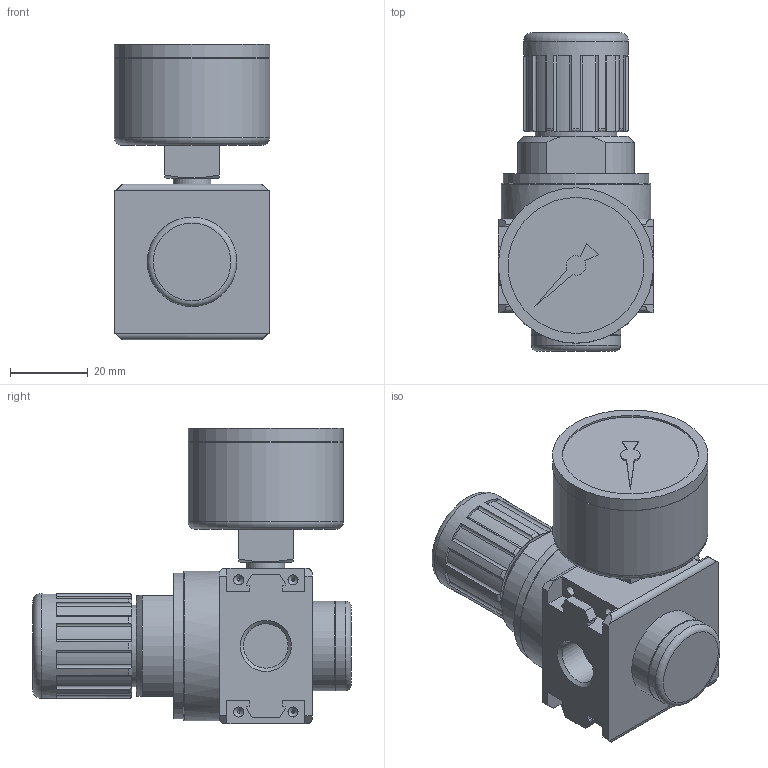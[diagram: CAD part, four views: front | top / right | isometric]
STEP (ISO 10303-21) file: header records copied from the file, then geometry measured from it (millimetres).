
FILE_DESCRIPTION( ( 'STEP AP203' ), ' ' );
FILE_NAME( '9.1701.00.202_1.stp', '2017-04-07T12:38:31', ( '' ), ( '' ), ' ', 'PARTsolutions', ' ' );
FILE_SCHEMA( ( 'CONFIG_CONTROL_DESIGN' ) );
Length unit declared in the file: millimetre
Products named in the file (3): 9.1701.00.202/1; _RB 06-3(00)-1; _RB 06-3-2
Assembly tree (2 placements, depth 2):
  9.1701.00.202/1
    _RB 06-3(00)-1
    _RB 06-3-2
Bounding box: 40 x 82 x 76 mm (x, y, z)
Volume: 105227.5 mm3; surface area: 21043.5 mm2
Topology: 2 solids, 2 shells, 218 faces, 548 edges, 362 vertices
Faces by surface type: plane 126, cylinder 72, cone 13, torus 7
Full cylindrical faces by diameter (mm): 2.6 x4, 3 x4, 8.566 x1, 9.728 x1, 11.445 x3, 16 x1, 20.3 x1, 21 x1, 23 x2, 27 x1, 35 x1, 37.5 x1, 38.5 x1, 39.96 x1, 40 x2
Entity records: 6619 total; most frequent: CARTESIAN_POINT 1414, DIRECTION 1062, ORIENTED_EDGE 996, EDGE_CURVE 498, AXIS2_PLACEMENT_3D 382, VERTEX_POINT 353, LINE 298, VECTOR 298
